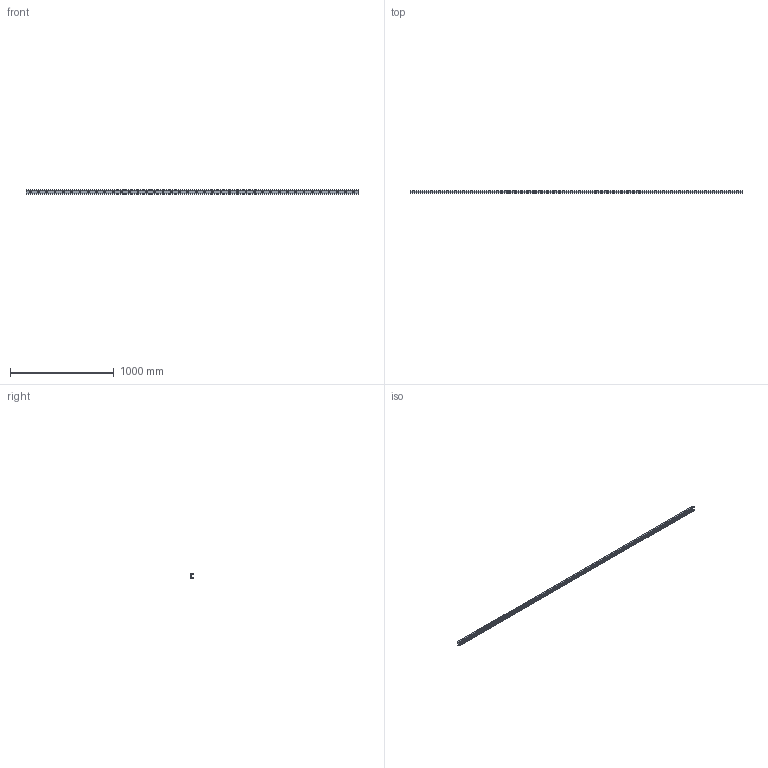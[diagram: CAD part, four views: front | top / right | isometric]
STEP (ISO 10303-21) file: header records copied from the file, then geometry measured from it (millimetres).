
FILE_DESCRIPTION((''),'2;1');
FILE_NAME('LCX 43-3200.V.stp','2016-04-28T15:09:17',('MRathmann'),(''),'Autodesk Inventor 2012','Autodesk Inventor 2012','');
FILE_SCHEMA(('CONFIG_CONTROL_DESIGN'));
Length unit declared in the file: millimetre
Products named in the file (1): LCX 43-3200.V
Bounding box: 3200 x 21 x 43 mm (x, y, z)
Volume: 1093690.6 mm3; surface area: 509113.1 mm2
Topology: 1 solids, 1 shells, 108 faces, 278 edges, 172 vertices
Faces by surface type: cylinder 53, cone 40, plane 15
Full cylindrical faces by diameter (mm): 8.5 x40
Entity records: 3094 total; most frequent: DIRECTION 562, CARTESIAN_POINT 479, ORIENTED_EDGE 396, EDGE_LOOP 268, AXIS2_PLACEMENT_3D 255, EDGE_CURVE 198, VERTEX_POINT 172, FACE_BOUND 160
